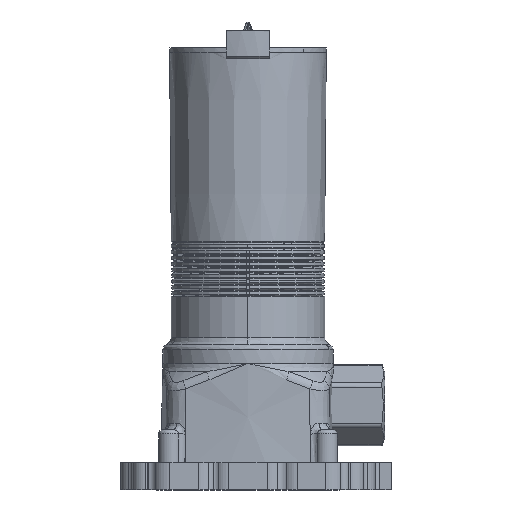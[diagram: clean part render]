
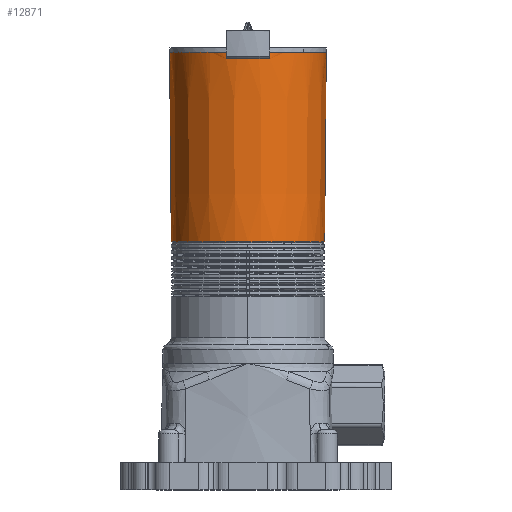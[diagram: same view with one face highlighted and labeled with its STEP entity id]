
A CAD part, left-side view. The second image highlights one B-rep face of the part: STEP entity #12871.
In plain terms, the highlighted conical face has half-angle 0.5 degrees and reference radius 28.623 mm.
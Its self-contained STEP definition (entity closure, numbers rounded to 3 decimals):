
#438 = CARTESIAN_POINT ( 'NONE',  ( -27.482, 8., 160. ) ) ;
#566 = VERTEX_POINT ( 'NONE', #11395 ) ;
#575 = CARTESIAN_POINT ( 'NONE',  ( 0., 0., 160. ) ) ;
#688 = DIRECTION ( 'NONE',  ( 0., -0.009, 1. ) ) ;
#1114 = CARTESIAN_POINT ( 'NONE',  ( -27.459, -8., 157.504 ) ) ;
#1270 = EDGE_CURVE ( 'NONE', #19379, #2293, #15311, .T. ) ;
#1480 = CONICAL_SURFACE ( 'NONE', #2072, 28.623, 0.009 ) ;
#1786 = DIRECTION ( 'NONE',  ( 0., 0., 1. ) ) ;
#2072 = AXIS2_PLACEMENT_3D ( 'NONE', #575, #18818, #16981 ) ;
#2224 = CARTESIAN_POINT ( 'NONE',  ( -27.467, -8., 158.336 ) ) ;
#2293 = VERTEX_POINT ( 'NONE', #17828 ) ;
#2682 = ORIENTED_EDGE ( 'NONE', *, *, #14274, .T. ) ;
#2700 = ORIENTED_EDGE ( 'NONE', *, *, #7316, .F. ) ;
#3159 = CIRCLE ( 'NONE', #7538, 28.623 ) ;
#3266 = EDGE_CURVE ( 'NONE', #16035, #14422, #10930, .T. ) ;
#3707 = CIRCLE ( 'NONE', #21291, 28.601 ) ;
#4283 = ORIENTED_EDGE ( 'NONE', *, *, #1270, .T. ) ;
#5227 = CARTESIAN_POINT ( 'NONE',  ( 0., 28.017, 90.653 ) ) ;
#5929 = DIRECTION ( 'NONE',  ( 0., 0., 1. ) ) ;
#6136 = CARTESIAN_POINT ( 'NONE',  ( 0., 28.623, 160. ) ) ;
#6210 = DIRECTION ( 'NONE',  ( 0., 0.009, 1. ) ) ;
#6683 = CARTESIAN_POINT ( 'NONE',  ( 0., 0., 157.504 ) ) ;
#7316 = EDGE_CURVE ( 'NONE', #15006, #12834, #22510, .T. ) ;
#7399 = ORIENTED_EDGE ( 'NONE', *, *, #19074, .T. ) ;
#7538 = AXIS2_PLACEMENT_3D ( 'NONE', #16822, #5929, #18654 ) ;
#7750 = CARTESIAN_POINT ( 'NONE',  ( -27.474, 8., 159.168 ) ) ;
#8523 = DIRECTION ( 'NONE',  ( -1., 0., 0. ) ) ;
#9137 = VECTOR ( 'NONE', #688, 1000. ) ;
#9817 = CARTESIAN_POINT ( 'NONE',  ( 0., 0., 160. ) ) ;
#10184 = ORIENTED_EDGE ( 'NONE', *, *, #3266, .T. ) ;
#10409 = CARTESIAN_POINT ( 'NONE',  ( -27.459, 8., 157.504 ) ) ;
#10724 = EDGE_CURVE ( 'NONE', #15006, #566, #18024, .T. ) ;
#10930 = B_SPLINE_CURVE_WITH_KNOTS ( 'NONE', 3,
 ( #10409, #16576, #7750, #438 ),
 .UNSPECIFIED., .F., .F.,
 ( 4, 4 ),
 ( 0., 0.002 ),
 .UNSPECIFIED. ) ;
#11395 = CARTESIAN_POINT ( 'NONE',  ( 0., -28.017, 90.653 ) ) ;
#11643 = DIRECTION ( 'NONE',  ( 0., -1., 0. ) ) ;
#11685 = ORIENTED_EDGE ( 'NONE', *, *, #18454, .F. ) ;
#11710 = FACE_OUTER_BOUND ( 'NONE', #23414, .T. ) ;
#12533 = AXIS2_PLACEMENT_3D ( 'NONE', #12660, #1786, #14463 ) ;
#12660 = CARTESIAN_POINT ( 'NONE',  ( 0., 0., 90.653 ) ) ;
#12834 = VERTEX_POINT ( 'NONE', #20353 ) ;
#12871 = ADVANCED_FACE ( 'NONE', ( #11710 ), #1480, .T. ) ;
#12995 = CARTESIAN_POINT ( 'NONE',  ( -27.482, -8., 160. ) ) ;
#13539 = EDGE_CURVE ( 'NONE', #19379, #14074, #3159, .T. ) ;
#14074 = VERTEX_POINT ( 'NONE', #17041 ) ;
#14274 = EDGE_CURVE ( 'NONE', #2293, #16035, #3707, .T. ) ;
#14422 = VERTEX_POINT ( 'NONE', #21575 ) ;
#14463 = DIRECTION ( 'NONE',  ( 0., -1., 0. ) ) ;
#15006 = VERTEX_POINT ( 'NONE', #5227 ) ;
#15311 = B_SPLINE_CURVE_WITH_KNOTS ( 'NONE', 3,
 ( #15608, #15695, #2224, #1114 ),
 .UNSPECIFIED., .F., .F.,
 ( 4, 4 ),
 ( 0., 0.002 ),
 .UNSPECIFIED. ) ;
#15374 = AXIS2_PLACEMENT_3D ( 'NONE', #9817, #22571, #11643 ) ;
#15608 = CARTESIAN_POINT ( 'NONE',  ( -27.482, -8., 160. ) ) ;
#15695 = CARTESIAN_POINT ( 'NONE',  ( -27.474, -8., 159.168 ) ) ;
#16035 = VERTEX_POINT ( 'NONE', #19875 ) ;
#16576 = CARTESIAN_POINT ( 'NONE',  ( -27.467, 8., 158.336 ) ) ;
#16822 = CARTESIAN_POINT ( 'NONE',  ( 0., 0., 160. ) ) ;
#16981 = DIRECTION ( 'NONE',  ( 0., -1., 0. ) ) ;
#17041 = CARTESIAN_POINT ( 'NONE',  ( 0., -28.623, 160. ) ) ;
#17075 = VECTOR ( 'NONE', #6210, 1000. ) ;
#17698 = CIRCLE ( 'NONE', #15374, 28.623 ) ;
#17828 = CARTESIAN_POINT ( 'NONE',  ( -27.459, -8., 157.504 ) ) ;
#18024 = CIRCLE ( 'NONE', #12533, 28.017 ) ;
#18454 = EDGE_CURVE ( 'NONE', #12834, #14422, #17698, .T. ) ;
#18654 = DIRECTION ( 'NONE',  ( 0., -1., 0. ) ) ;
#18781 = ORIENTED_EDGE ( 'NONE', *, *, #13539, .F. ) ;
#18817 = LINE ( 'NONE', #22459, #9137 ) ;
#18818 = DIRECTION ( 'NONE',  ( 0., 0., 1. ) ) ;
#19074 = EDGE_CURVE ( 'NONE', #566, #14074, #18817, .T. ) ;
#19104 = ORIENTED_EDGE ( 'NONE', *, *, #10724, .T. ) ;
#19379 = VERTEX_POINT ( 'NONE', #12995 ) ;
#19425 = DIRECTION ( 'NONE',  ( 0., 0., -1. ) ) ;
#19875 = CARTESIAN_POINT ( 'NONE',  ( -27.459, 8., 157.504 ) ) ;
#20353 = CARTESIAN_POINT ( 'NONE',  ( 0., 28.623, 160. ) ) ;
#21291 = AXIS2_PLACEMENT_3D ( 'NONE', #6683, #19425, #8523 ) ;
#21575 = CARTESIAN_POINT ( 'NONE',  ( -27.482, 8., 160. ) ) ;
#22459 = CARTESIAN_POINT ( 'NONE',  ( 0., -28.623, 160. ) ) ;
#22510 = LINE ( 'NONE', #6136, #17075 ) ;
#22571 = DIRECTION ( 'NONE',  ( 0., 0., 1. ) ) ;
#23414 = EDGE_LOOP ( 'NONE', ( #2700, #19104, #7399, #18781, #4283, #2682, #10184, #11685 ) ) ;
